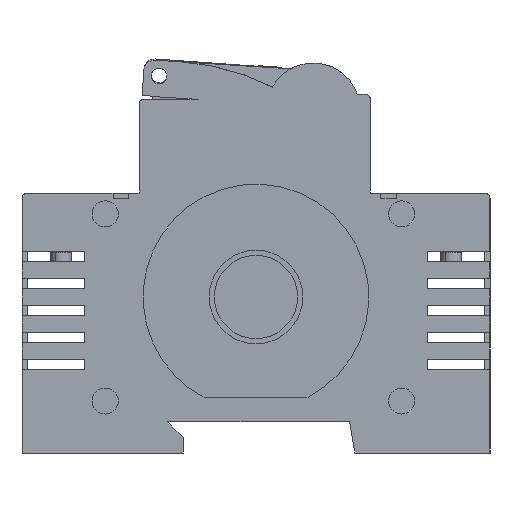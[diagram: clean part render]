
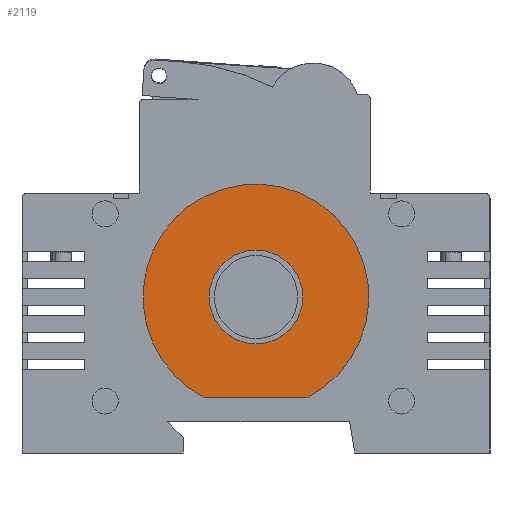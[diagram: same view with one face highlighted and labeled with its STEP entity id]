
A CAD part, left-side view. The second image highlights one B-rep face of the part: STEP entity #2119.
In plain terms, the highlighted planar face has unit normal (-1, 0, 0).
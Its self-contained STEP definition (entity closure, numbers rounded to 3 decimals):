
#2119=ADVANCED_FACE('',(#5694,#5695),#5696,.F.);
#5694=FACE_OUTER_BOUND('',#10904,.T.);
#5695=FACE_BOUND('',#10905,.T.);
#5696=PLANE('',#10906);
#10904=EDGE_LOOP('',(#18106,#18107,#18108));
#10905=EDGE_LOOP('',(#18109,#18110));
#10906=AXIS2_PLACEMENT_3D('',#18111,#18112,#18113);
#18106=ORIENTED_EDGE('',*,*,#34087,.T.);
#18107=ORIENTED_EDGE('',*,*,#33183,.T.);
#18108=ORIENTED_EDGE('',*,*,#34090,.T.);
#18109=ORIENTED_EDGE('',*,*,#34084,.F.);
#18110=ORIENTED_EDGE('',*,*,#33188,.F.);
#18111=CARTESIAN_POINT('',(0.5,45.0,28.506));
#18112=DIRECTION('',(1.0,0.0,0.0));
#18113=DIRECTION('',(0.0,0.0,-1.0));
#33183=EDGE_CURVE('',#40526,#40530,#40532,.T.);
#33188=EDGE_CURVE('',#40539,#40535,#40541,.T.);
#34084=EDGE_CURVE('',#40535,#40539,#42132,.T.);
#34087=EDGE_CURVE('',#42135,#40526,#42136,.T.);
#34090=EDGE_CURVE('',#40530,#42135,#42139,.T.);
#40526=VERTEX_POINT('',#50986);
#40530=VERTEX_POINT('',#50991);
#40532=CIRCLE('',#50994,21.708);
#40535=VERTEX_POINT('',#50997);
#40539=VERTEX_POINT('',#51002);
#40541=CIRCLE('',#51005,9.0);
#42132=CIRCLE('',#53806,9.0);
#42135=VERTEX_POINT('',#53809);
#42136=CIRCLE('',#53810,21.708);
#42139=LINE('',#53814,#53815);
#50986=CARTESIAN_POINT('',(0.5,55.0,49.268));
#50991=CARTESIAN_POINT('',(0.5,55.0,10.732));
#50994=AXIS2_PLACEMENT_3D('',#66703,#66704,#66705);
#50997=CARTESIAN_POINT('',(0.5,54.0,30.0));
#51002=CARTESIAN_POINT('',(0.5,36.0,30.0));
#51005=AXIS2_PLACEMENT_3D('',#66711,#66712,#66713);
#53806=AXIS2_PLACEMENT_3D('',#67602,#67603,#67604);
#53809=CARTESIAN_POINT('',(0.5,35.0,10.732));
#53810=AXIS2_PLACEMENT_3D('',#67608,#67609,#67610);
#53814=CARTESIAN_POINT('',(0.5,55.0,10.732));
#53815=VECTOR('',#67612,1.0);
#66703=CARTESIAN_POINT('',(0.5,45.0,30.0));
#66704=DIRECTION('',(-1.0,0.,0.));
#66705=DIRECTION('',(0.,-0.461,-0.888));
#66711=CARTESIAN_POINT('',(0.5,45.0,30.0));
#66712=DIRECTION('',(-1.0,0.0,0.0));
#66713=DIRECTION('',(0.0,1.0,0.0));
#67602=CARTESIAN_POINT('',(0.5,45.0,30.0));
#67603=DIRECTION('',(-1.0,0.0,0.0));
#67604=DIRECTION('',(0.0,1.0,0.0));
#67608=CARTESIAN_POINT('',(0.5,45.0,30.0));
#67609=DIRECTION('',(-1.0,0.,0.));
#67610=DIRECTION('',(0.,-0.461,-0.888));
#67612=DIRECTION('',(0.0,-1.0,0.0));
